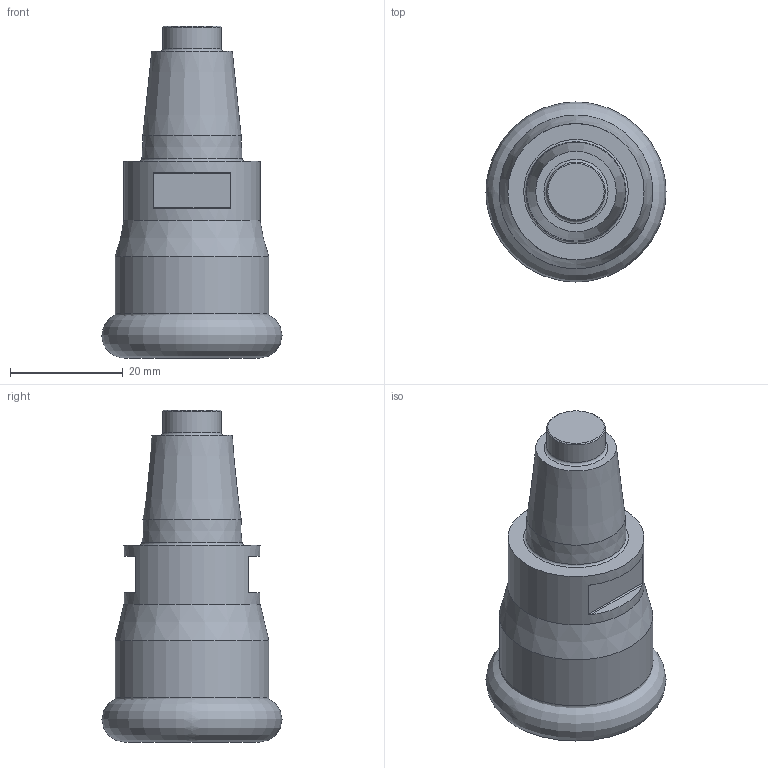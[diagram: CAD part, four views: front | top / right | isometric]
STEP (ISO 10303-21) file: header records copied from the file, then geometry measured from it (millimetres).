
FILE_DESCRIPTION(/* description */ (''),/* implementation_level */ '2;1');
FILE_NAME(/* name */ 'toolassembly_1.stp',/* time_stamp */ '2018-10-04T15:38:24+02:00',/* author */ (''),/* organization */ ('SMS'),/* preprocessor_version */ 'ST-DEVELOPER v15',/* originating_system */ 'SIEMENS PLM Software NX 8.5',/* authorisation */ '');
FILE_SCHEMA (('AUTOMOTIVE_DESIGN { 1 0 10303 214 3 1 1 1 }'));
Length unit declared in the file: millimetre
Products named in the file (4): ASSEMBLY_CONSTRUCTION; CUT_20181004153730; NOCUT_20181004153727; TOOLASSEMBLY_1
Assembly tree (3 placements, depth 2):
  TOOLASSEMBLY_1
    NOCUT_20181004153727
    CUT_20181004153730
    ASSEMBLY_CONSTRUCTION
Bounding box: 32 x 32 x 59 mm (x, y, z)
Volume: 26420.4 mm3; surface area: 6987.9 mm2
Topology: 2 solids, 2 shells, 33 faces, 69 edges, 52 vertices
Faces by surface type: plane 11, cone 7, torus 7, cylinder 7, bspline 1
Full cylindrical faces by diameter (mm): 10.4 x1, 24.2 x1, 27.315 x1
Entity records: 1931 total; most frequent: CARTESIAN_POINT 1121, DIRECTION 152, ORIENTED_EDGE 90, AXIS2_PLACEMENT_3D 70, EDGE_LOOP 54, EDGE_CURVE 45, FACE_BOUND 43, VERTEX_POINT 38
